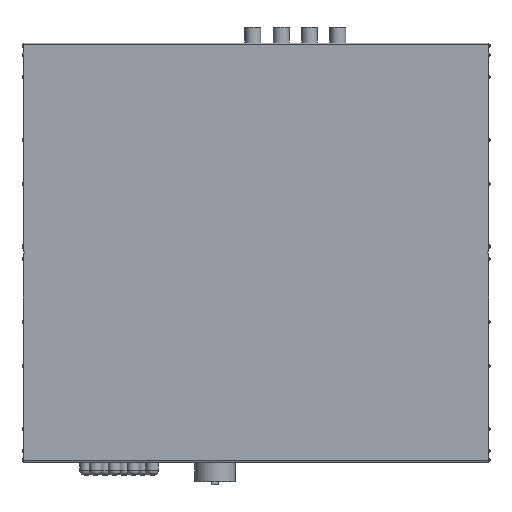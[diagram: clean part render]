
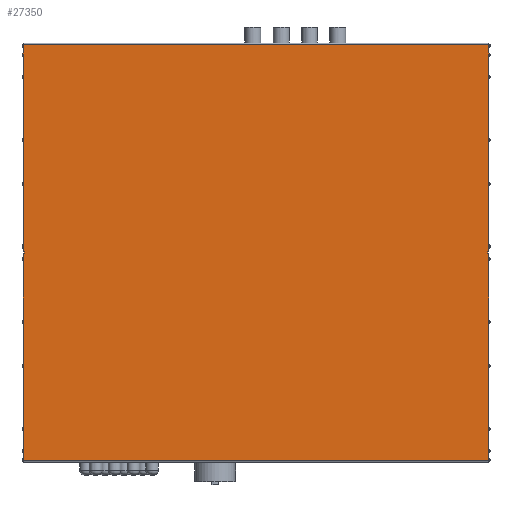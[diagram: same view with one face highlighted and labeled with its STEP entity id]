
A CAD part, front view. The second image highlights one B-rep face of the part: STEP entity #27350.
In plain terms, the highlighted planar face has unit normal (0, -1, 0).
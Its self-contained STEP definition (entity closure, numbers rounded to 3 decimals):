
#13070 = CARTESIAN_POINT ( 'NONE',  ( 370., 0., -330.5 ) ) ;
#13071 = DIRECTION ( 'NONE',  ( 0., 0., -1. ) ) ;
#13072 = VECTOR ( 'NONE', #13071, 1000. ) ;
#13073 = CARTESIAN_POINT ( 'NONE',  ( 370., 0., 330.5 ) ) ;
#13074 = LINE ( 'NONE', #13073, #13072 ) ;
#13099 = CARTESIAN_POINT ( 'NONE',  ( 370., 0., -1.5 ) ) ;
#18465 = CARTESIAN_POINT ( 'NONE',  ( 370., 0., 1.5 ) ) ;
#18551 = CARTESIAN_POINT ( 'NONE',  ( 370., 0., 330.5 ) ) ;
#18622 = DIRECTION ( 'NONE',  ( 0., 0., -1. ) ) ;
#18623 = VECTOR ( 'NONE', #18622, 1000. ) ;
#18624 = CARTESIAN_POINT ( 'NONE',  ( 370., 0., 330.5 ) ) ;
#18625 = LINE ( 'NONE', #18624, #18623 ) ;
#18965 = CARTESIAN_POINT ( 'NONE',  ( -370., 0., 1.5 ) ) ;
#18966 = CARTESIAN_POINT ( 'NONE',  ( -370., 0., 330.5 ) ) ;
#18967 = DIRECTION ( 'NONE',  ( -1., 0., 0. ) ) ;
#18968 = VECTOR ( 'NONE', #18967, 1000. ) ;
#18969 = CARTESIAN_POINT ( 'NONE',  ( 1131.3, 0., 330.5 ) ) ;
#18970 = LINE ( 'NONE', #18969, #18968 ) ;
#18971 = DIRECTION ( 'NONE',  ( 1., 0., 0. ) ) ;
#18972 = VECTOR ( 'NONE', #18971, 1000. ) ;
#18973 = CARTESIAN_POINT ( 'NONE',  ( 342.821, 0., 1.5 ) ) ;
#18974 = LINE ( 'NONE', #18973, #18972 ) ;
#18975 = CARTESIAN_POINT ( 'NONE',  ( 368.5, 0., 1.5 ) ) ;
#18976 = CARTESIAN_POINT ( 'NONE',  ( 368.5, 0., -1.5 ) ) ;
#18977 = DIRECTION ( 'NONE',  ( 0., 0., 1. ) ) ;
#18978 = VECTOR ( 'NONE', #18977, 1000. ) ;
#18979 = CARTESIAN_POINT ( 'NONE',  ( 368.5, 0., 1.5 ) ) ;
#18980 = LINE ( 'NONE', #18979, #18978 ) ;
#19019 = CARTESIAN_POINT ( 'NONE',  ( -370., 0., -330.5 ) ) ;
#19020 = DIRECTION ( 'NONE',  ( -1., 0., 0. ) ) ;
#19021 = VECTOR ( 'NONE', #19020, 1000. ) ;
#19022 = CARTESIAN_POINT ( 'NONE',  ( 1131.3, 0., -330.5 ) ) ;
#19023 = LINE ( 'NONE', #19022, #19021 ) ;
#19413 = LINE ( 'NONE', #19552, #19550 ) ;
#19450 = DIRECTION ( 'NONE',  ( 1., 0., 0. ) ) ;
#19452 = VECTOR ( 'NONE', #19450, 1000. ) ;
#19454 = CARTESIAN_POINT ( 'NONE',  ( 342.821, 0., -1.5 ) ) ;
#19456 = LINE ( 'NONE', #19454, #19452 ) ;
#19493 = DIRECTION ( 'NONE',  ( 0., 0., 1. ) ) ;
#19495 = DIRECTION ( 'NONE',  ( 0., 1., 0. ) ) ;
#19497 = CARTESIAN_POINT ( 'NONE',  ( 1131.3, 0., 330.5 ) ) ;
#19502 = AXIS2_PLACEMENT_3D ( 'NONE', #19497, #19495, #19493 ) ;
#19503 = PLANE ( 'NONE',  #19502 ) ;
#19504 = FACE_OUTER_BOUND ( 'NONE', #27351, .T. ) ;
#19506 = DIRECTION ( 'NONE',  ( 0., 0., -1. ) ) ;
#19508 = VECTOR ( 'NONE', #19506, 1000. ) ;
#19510 = CARTESIAN_POINT ( 'NONE',  ( -370., 0., 330.5 ) ) ;
#19511 = LINE ( 'NONE', #19510, #19508 ) ;
#19514 = CARTESIAN_POINT ( 'NONE',  ( -370., 0., -1.5 ) ) ;
#19516 = DIRECTION ( 'NONE',  ( -1., 0., 0. ) ) ;
#19517 = VECTOR ( 'NONE', #19516, 1000. ) ;
#19519 = CARTESIAN_POINT ( 'NONE',  ( -342.821, 0., -1.5 ) ) ;
#19521 = LINE ( 'NONE', #19519, #19517 ) ;
#19525 = CARTESIAN_POINT ( 'NONE',  ( -368.5, 0., -1.5 ) ) ;
#19528 = DIRECTION ( 'NONE',  ( 0., 0., 1. ) ) ;
#19529 = VECTOR ( 'NONE', #19528, 1000. ) ;
#19530 = CARTESIAN_POINT ( 'NONE',  ( -368.5, 0., 1.5 ) ) ;
#19532 = LINE ( 'NONE', #19530, #19529 ) ;
#19536 = CARTESIAN_POINT ( 'NONE',  ( -368.5, 0., 1.5 ) ) ;
#19538 = DIRECTION ( 'NONE',  ( -1., 0., 0. ) ) ;
#19540 = VECTOR ( 'NONE', #19538, 1000. ) ;
#19542 = CARTESIAN_POINT ( 'NONE',  ( -342.821, 0., 1.5 ) ) ;
#19545 = LINE ( 'NONE', #19542, #19540 ) ;
#19549 = DIRECTION ( 'NONE',  ( 0., 0., -1. ) ) ;
#19550 = VECTOR ( 'NONE', #19549, 1000. ) ;
#19552 = CARTESIAN_POINT ( 'NONE',  ( -370., 0., 330.5 ) ) ;
#24111 = EDGE_CURVE ( 'NONE', #24136, #24112, #13074, .T. ) ;
#24112 = VERTEX_POINT ( 'NONE', #13070 ) ;
#24136 = VERTEX_POINT ( 'NONE', #13099 ) ;
#26959 = VERTEX_POINT ( 'NONE', #18465 ) ;
#27014 = VERTEX_POINT ( 'NONE', #18551 ) ;
#27046 = EDGE_CURVE ( 'NONE', #27014, #26959, #18625, .T. ) ;
#27266 = EDGE_CURVE ( 'NONE', #27267, #27268, #18980, .T. ) ;
#27267 = VERTEX_POINT ( 'NONE', #18976 ) ;
#27268 = VERTEX_POINT ( 'NONE', #18975 ) ;
#27269 = ORIENTED_EDGE ( 'NONE', *, *, #27270, .T. ) ;
#27270 = EDGE_CURVE ( 'NONE', #27268, #26959, #18974, .T. ) ;
#27271 = ORIENTED_EDGE ( 'NONE', *, *, #27046, .F. ) ;
#27272 = ORIENTED_EDGE ( 'NONE', *, *, #27273, .T. ) ;
#27273 = EDGE_CURVE ( 'NONE', #27014, #27274, #18970, .T. ) ;
#27274 = VERTEX_POINT ( 'NONE', #18966 ) ;
#27275 = ORIENTED_EDGE ( 'NONE', *, *, #27337, .T. ) ;
#27276 = VERTEX_POINT ( 'NONE', #18965 ) ;
#27282 = EDGE_CURVE ( 'NONE', #24112, #27283, #19023, .T. ) ;
#27283 = VERTEX_POINT ( 'NONE', #19019 ) ;
#27325 = ORIENTED_EDGE ( 'NONE', *, *, #24111, .F. ) ;
#27326 = ORIENTED_EDGE ( 'NONE', *, *, #27327, .F. ) ;
#27327 = EDGE_CURVE ( 'NONE', #27267, #24136, #19456, .T. ) ;
#27337 = EDGE_CURVE ( 'NONE', #27274, #27276, #19413, .T. ) ;
#27338 = ORIENTED_EDGE ( 'NONE', *, *, #27339, .F. ) ;
#27339 = EDGE_CURVE ( 'NONE', #27340, #27276, #19545, .T. ) ;
#27340 = VERTEX_POINT ( 'NONE', #19536 ) ;
#27341 = ORIENTED_EDGE ( 'NONE', *, *, #27342, .F. ) ;
#27342 = EDGE_CURVE ( 'NONE', #27343, #27340, #19532, .T. ) ;
#27343 = VERTEX_POINT ( 'NONE', #19525 ) ;
#27344 = ORIENTED_EDGE ( 'NONE', *, *, #27345, .T. ) ;
#27345 = EDGE_CURVE ( 'NONE', #27343, #27346, #19521, .T. ) ;
#27346 = VERTEX_POINT ( 'NONE', #19514 ) ;
#27347 = ORIENTED_EDGE ( 'NONE', *, *, #27348, .T. ) ;
#27348 = EDGE_CURVE ( 'NONE', #27346, #27283, #19511, .T. ) ;
#27349 = ORIENTED_EDGE ( 'NONE', *, *, #27282, .F. ) ;
#27350 = ADVANCED_FACE ( 'NONE', ( #19504 ), #19503, .F. ) ;
#27351 = EDGE_LOOP ( 'NONE', ( #27352, #27269, #27271, #27272, #27275, #27338, #27341, #27344, #27347, #27349, #27325, #27326 ) ) ;
#27352 = ORIENTED_EDGE ( 'NONE', *, *, #27266, .T. ) ;
